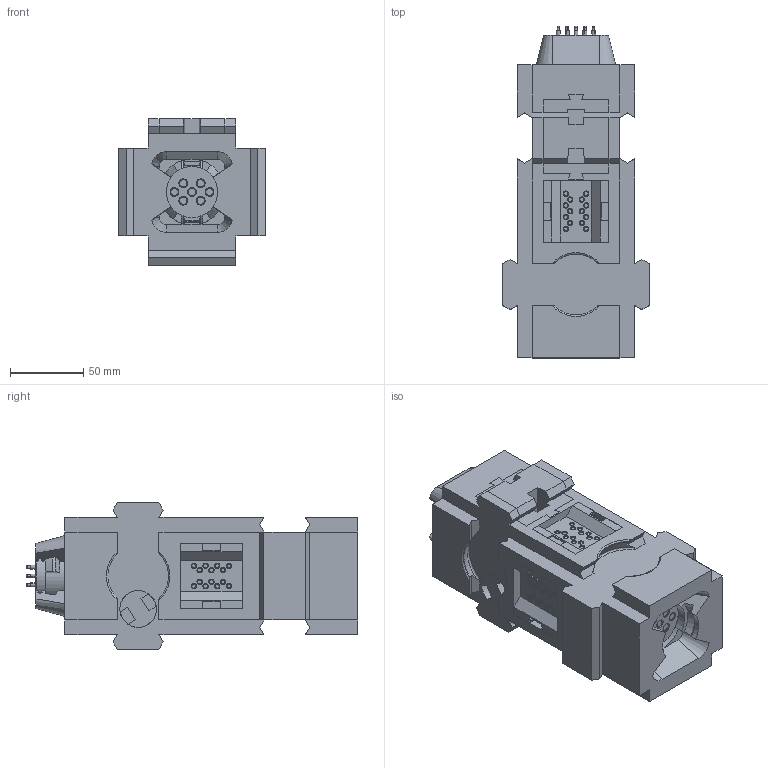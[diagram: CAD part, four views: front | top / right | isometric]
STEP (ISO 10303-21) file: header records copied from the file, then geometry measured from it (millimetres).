
FILE_DESCRIPTION (( 'STEP AP214' ), '1' );
FILE_NAME ('asm_element_edge_v2.2.STEP', '2022-03-09T00:07:24', ( '' ), ( '' ), 'SwSTEP 2.0', 'SolidWorks 2020', '' );
FILE_SCHEMA (( 'AUTOMOTIVE_DESIGN' ));
Length unit declared in the file: millimetre
Products named in the file (28): rot_p2; pld_8r_211215; long_plate_case_d; mecha-locker; inlet_axis; long_plate_u; pogopin_a734_3_3x12_211214; central_plate_case; side_plate_asm; side_plate; smol_plate; long_plate_case_u; inlet_plate; outlet_axis; edge_body V2; fixer; cental_plate; outlet_holder; long_plate_d; central_plate_cap; pld_8_211215; rot; central_plate_asm; outlet_plate; side_plate_cap; inlet_holder; central_plate_sleeve; asm_element_edge_v2.2
Assembly tree (54 placements, depth 3):
  asm_element_edge_v2.2
    edge_body V2
    fixer
    rot
    rot_p2
    mecha-locker
    central_plate_asm
      cental_plate
      central_plate_sleeve  x2
      pld_8r_211215  x4
      pld_8_211215  x8
      smol_plate  x4
      central_plate_case
    central_plate_cap
    inlet_axis
      inlet_holder
      inlet_plate
      long_plate_d
      long_plate_case_d
    side_plate_asm  x4
      side_plate
      pld_8_211215
    side_plate_cap  x4
    outlet_axis
      outlet_holder
      outlet_plate
      long_plate_u
      long_plate_case_u
      pogopin_a734_3_3x12_211214  x7
Bounding box: 100 x 226.5 x 100 mm (x, y, z)
Volume: 962131.4 mm3; surface area: 283779.6 mm2
Topology: 69 solids, 69 shells, 5220 faces, 12982 edges, 8271 vertices
Faces by surface type: plane 3423, cylinder 1204, cone 359, torus 198, bspline 22, sphere 14
Entity records: 118736 total; most frequent: CARTESIAN_POINT 25818, ORIENTED_EDGE 19326, DIRECTION 17139, EDGE_CURVE 9663, VECTOR 6653, LINE 6653, VERTEX_POINT 6164, AXIS2_PLACEMENT_3D 5243
